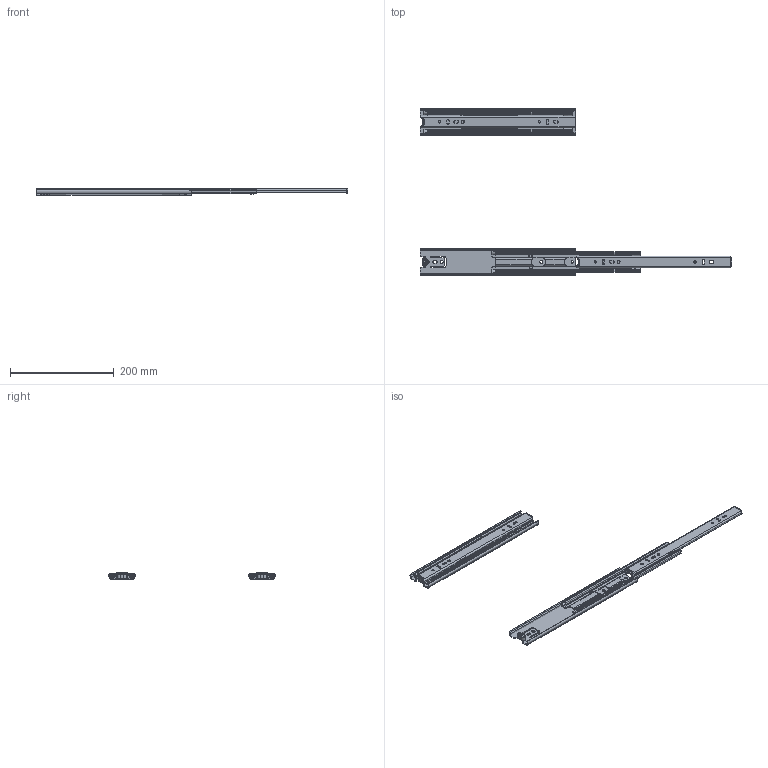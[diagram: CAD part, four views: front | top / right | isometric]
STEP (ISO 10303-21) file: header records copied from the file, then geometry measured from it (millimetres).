
FILE_DESCRIPTION(/* description */ (''),/* implementation_level */ '2;1');
FILE_NAME(/* name */ 'DZ3932-0030.stp',/* time_stamp */ '2021-12-03T12:25:16+00:00',/* author */ ('kchown'),/* organization */ (''),/* preprocessor_version */ 'ST-DEVELOPER v18',/* originating_system */ 'Autodesk Inventor 2020',/* authorisation */ '');
FILE_SCHEMA (('AUTOMOTIVE_DESIGN { 1 0 10303 214 3 1 1 }'));
Products named in the file (35): Accuride_3932-12; Accuride_3932-12_1; Accuride_3932-12_1_1; Accuride_3932-12_2; Accuride_3932-12_3; Accuride_3932-12_4; Accuride_3932-12_5; Accuride_3932-12_6; Accuride_3932-12_7; Accuride_3932-12_8; Accuride_3932-12_9; Accuride_3932-12_10; Accuride_3932-12_11; Accuride_3932-12_12; Accuride_3932-12_13; Accuride_3932-12_14; Accuride_3932-12_15; Accuride_3932-12_16; Accuride_3932-12_17; Accuride_3932-12_18; Accuride_3932-12_19; Accuride_3932-12_20; Accuride_3932-12_21; Accuride_3932-12_22; Accuride_3932-12_23; Accuride_3932-12_24; Accuride_3932-12_25; Accuride_3932-12_26; Accuride_3932-12_27; Accuride_3932-12_28; Accuride_3932-12_29; Accuride_3932-12_30; Accuride_3932-12_31; Accuride_3932-12_32; Accuride_3932-12_33
Assembly tree (34 placements, depth 2):
  Accuride_3932-12
    Accuride_3932-12_1
    Accuride_3932-12_1_1
    Accuride_3932-12_2
    Accuride_3932-12_3
    Accuride_3932-12_4
    Accuride_3932-12_5
    Accuride_3932-12_6
    Accuride_3932-12_7
    Accuride_3932-12_8
    Accuride_3932-12_9
    Accuride_3932-12_10
    Accuride_3932-12_11
    Accuride_3932-12_12
    Accuride_3932-12_13
    Accuride_3932-12_14
    Accuride_3932-12_15
    Accuride_3932-12_16
    Accuride_3932-12_17
    Accuride_3932-12_18
    Accuride_3932-12_19
    Accuride_3932-12_20
    Accuride_3932-12_21
    Accuride_3932-12_22
    Accuride_3932-12_23
    Accuride_3932-12_24
    Accuride_3932-12_25
    Accuride_3932-12_26
    Accuride_3932-12_27
    Accuride_3932-12_28
    Accuride_3932-12_29
    Accuride_3932-12_30
    Accuride_3932-12_31
    Accuride_3932-12_32
    Accuride_3932-12_33
Bounding box: 600.07 x 321.26 x 12.76 mm (x, y, z)
Volume: 179874.2 mm3; surface area: 242714 mm2
Topology: 34 solids, 34 shells, 1358 faces, 4382 edges, 2918 vertices
Faces by surface type: cylinder 656, plane 626, bspline 72, sphere 4
Full cylindrical faces by diameter (mm): 4.2 x4, 4.4 x4, 4.5 x4, 5.6 x48, 5.7 x4, 6.2 x8, 8.5 x2
Entity records: 77077 total; most frequent: CARTESIAN_POINT 36451, ORIENTED_EDGE 8764, DIRECTION 7850, EDGE_CURVE 4382, VERTEX_POINT 2918, AXIS2_PLACEMENT_3D 2687, LINE 2476, VECTOR 2476
